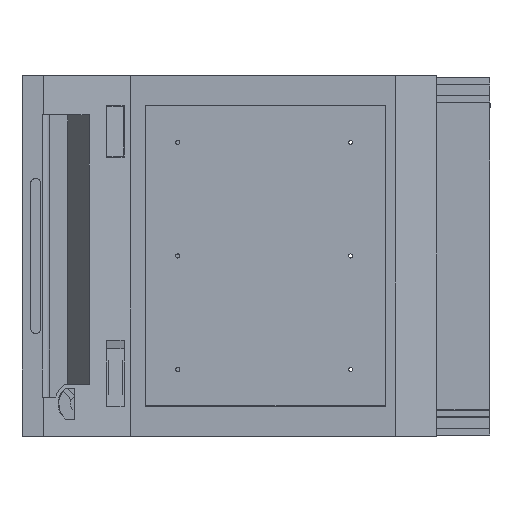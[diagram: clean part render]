
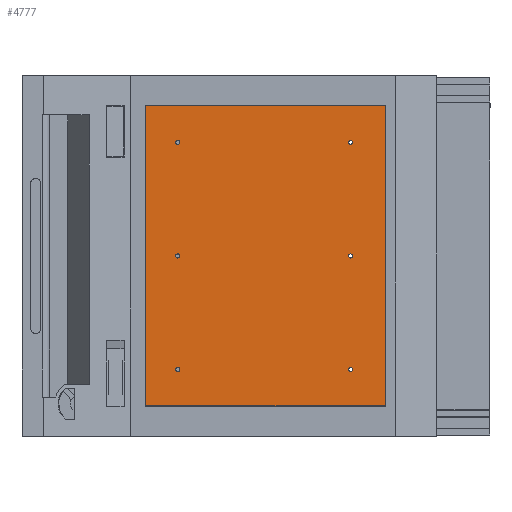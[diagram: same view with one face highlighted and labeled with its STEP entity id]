
A CAD part, top view. The second image highlights one B-rep face of the part: STEP entity #4777.
In plain terms, the highlighted planar face has unit normal (0, 0, 1).
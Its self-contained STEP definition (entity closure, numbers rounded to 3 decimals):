
#4649=AXIS2_PLACEMENT_3D('Plane Axis2P3D',#4646,#4647,#4648) ;
#4671=AXIS2_PLACEMENT_3D('Circle Axis2P3D',#4669,#4670,$) ;
#4680=AXIS2_PLACEMENT_3D('Circle Axis2P3D',#4678,#4679,$) ;
#4689=AXIS2_PLACEMENT_3D('Circle Axis2P3D',#4687,#4688,$) ;
#4698=AXIS2_PLACEMENT_3D('Circle Axis2P3D',#4696,#4697,$) ;
#4707=AXIS2_PLACEMENT_3D('Circle Axis2P3D',#4705,#4706,$) ;
#4716=AXIS2_PLACEMENT_3D('Circle Axis2P3D',#4714,#4715,$) ;
#4725=AXIS2_PLACEMENT_3D('Circle Axis2P3D',#4723,#4724,$) ;
#4734=AXIS2_PLACEMENT_3D('Circle Axis2P3D',#4732,#4733,$) ;
#4743=AXIS2_PLACEMENT_3D('Circle Axis2P3D',#4741,#4742,$) ;
#4752=AXIS2_PLACEMENT_3D('Circle Axis2P3D',#4750,#4751,$) ;
#4761=AXIS2_PLACEMENT_3D('Circle Axis2P3D',#4759,#4760,$) ;
#4770=AXIS2_PLACEMENT_3D('Circle Axis2P3D',#4768,#4769,$) ;
#4586=CARTESIAN_POINT('Vertex',(-60.8,87.2,124.)) ;
#4600=CARTESIAN_POINT('Vertex',(-200.2,87.2,124.)) ;
#4603=CARTESIAN_POINT('Line Origine',(-130.5,87.2,124.)) ;
#4626=CARTESIAN_POINT('Vertex',(-200.2,-87.2,124.)) ;
#4629=CARTESIAN_POINT('Line Origine',(-200.2,0.,124.)) ;
#4646=CARTESIAN_POINT('Axis2P3D Location',(-81.,-66.,124.)) ;
#4651=CARTESIAN_POINT('Line Origine',(-130.5,-87.2,124.)) ;
#4655=CARTESIAN_POINT('Vertex',(-60.8,-87.2,124.)) ;
#4658=CARTESIAN_POINT('Line Origine',(-60.8,0.,124.)) ;
#4669=CARTESIAN_POINT('Axis2P3D Location',(-81.,66.,124.)) ;
#4673=CARTESIAN_POINT('Vertex',(-81.,64.8,124.)) ;
#4675=CARTESIAN_POINT('Vertex',(-81.,67.2,124.)) ;
#4678=CARTESIAN_POINT('Axis2P3D Location',(-81.,66.,124.)) ;
#4687=CARTESIAN_POINT('Axis2P3D Location',(-181.5,66.,124.)) ;
#4691=CARTESIAN_POINT('Vertex',(-181.5,64.8,124.)) ;
#4693=CARTESIAN_POINT('Vertex',(-181.5,67.2,124.)) ;
#4696=CARTESIAN_POINT('Axis2P3D Location',(-181.5,66.,124.)) ;
#4705=CARTESIAN_POINT('Axis2P3D Location',(-81.,0.,124.)) ;
#4709=CARTESIAN_POINT('Vertex',(-81.,-1.2,124.)) ;
#4711=CARTESIAN_POINT('Vertex',(-81.,1.2,124.)) ;
#4714=CARTESIAN_POINT('Axis2P3D Location',(-81.,0.,124.)) ;
#4723=CARTESIAN_POINT('Axis2P3D Location',(-181.5,0.,124.)) ;
#4727=CARTESIAN_POINT('Vertex',(-181.5,-1.2,124.)) ;
#4729=CARTESIAN_POINT('Vertex',(-181.5,1.2,124.)) ;
#4732=CARTESIAN_POINT('Axis2P3D Location',(-181.5,0.,124.)) ;
#4741=CARTESIAN_POINT('Axis2P3D Location',(-81.,-66.,124.)) ;
#4745=CARTESIAN_POINT('Vertex',(-81.,-67.2,124.)) ;
#4747=CARTESIAN_POINT('Vertex',(-81.,-64.8,124.)) ;
#4750=CARTESIAN_POINT('Axis2P3D Location',(-81.,-66.,124.)) ;
#4759=CARTESIAN_POINT('Axis2P3D Location',(-181.5,-66.,124.)) ;
#4763=CARTESIAN_POINT('Vertex',(-181.5,-67.2,124.)) ;
#4765=CARTESIAN_POINT('Vertex',(-181.5,-64.8,124.)) ;
#4768=CARTESIAN_POINT('Axis2P3D Location',(-181.5,-66.,124.)) ;
#4604=DIRECTION('Vector Direction',(-1.,0.,0.)) ;
#4630=DIRECTION('Vector Direction',(0.,1.,0.)) ;
#4647=DIRECTION('Axis2P3D Direction',(-0.,0.,1.)) ;
#4648=DIRECTION('Axis2P3D XDirection',(0.,-1.,0.)) ;
#4652=DIRECTION('Vector Direction',(-1.,0.,0.)) ;
#4659=DIRECTION('Vector Direction',(0.,1.,0.)) ;
#4670=DIRECTION('Axis2P3D Direction',(-0.,0.,1.)) ;
#4679=DIRECTION('Axis2P3D Direction',(-0.,0.,1.)) ;
#4688=DIRECTION('Axis2P3D Direction',(-0.,0.,1.)) ;
#4697=DIRECTION('Axis2P3D Direction',(-0.,0.,1.)) ;
#4706=DIRECTION('Axis2P3D Direction',(-0.,0.,1.)) ;
#4715=DIRECTION('Axis2P3D Direction',(-0.,0.,1.)) ;
#4724=DIRECTION('Axis2P3D Direction',(-0.,0.,1.)) ;
#4733=DIRECTION('Axis2P3D Direction',(-0.,0.,1.)) ;
#4742=DIRECTION('Axis2P3D Direction',(-0.,0.,1.)) ;
#4751=DIRECTION('Axis2P3D Direction',(-0.,0.,1.)) ;
#4760=DIRECTION('Axis2P3D Direction',(-0.,0.,1.)) ;
#4769=DIRECTION('Axis2P3D Direction',(-0.,0.,1.)) ;
#4605=VECTOR('Line Direction',#4604,1.) ;
#4631=VECTOR('Line Direction',#4630,1.) ;
#4653=VECTOR('Line Direction',#4652,1.) ;
#4660=VECTOR('Line Direction',#4659,1.) ;
#4664=ORIENTED_EDGE('',*,*,#4657,.F.) ;
#4665=ORIENTED_EDGE('',*,*,#4662,.T.) ;
#4666=ORIENTED_EDGE('',*,*,#4607,.T.) ;
#4667=ORIENTED_EDGE('',*,*,#4633,.F.) ;
#4684=ORIENTED_EDGE('',*,*,#4677,.F.) ;
#4685=ORIENTED_EDGE('',*,*,#4682,.F.) ;
#4702=ORIENTED_EDGE('',*,*,#4695,.F.) ;
#4703=ORIENTED_EDGE('',*,*,#4700,.F.) ;
#4720=ORIENTED_EDGE('',*,*,#4713,.F.) ;
#4721=ORIENTED_EDGE('',*,*,#4718,.F.) ;
#4738=ORIENTED_EDGE('',*,*,#4731,.F.) ;
#4739=ORIENTED_EDGE('',*,*,#4736,.F.) ;
#4756=ORIENTED_EDGE('',*,*,#4749,.F.) ;
#4757=ORIENTED_EDGE('',*,*,#4754,.F.) ;
#4774=ORIENTED_EDGE('',*,*,#4767,.F.) ;
#4775=ORIENTED_EDGE('',*,*,#4772,.F.) ;
#4686=FACE_BOUND('',#4683,.T.) ;
#4704=FACE_BOUND('',#4701,.T.) ;
#4722=FACE_BOUND('',#4719,.T.) ;
#4740=FACE_BOUND('',#4737,.T.) ;
#4758=FACE_BOUND('',#4755,.T.) ;
#4776=FACE_BOUND('',#4773,.T.) ;
#4777=ADVANCED_FACE('',(#4668,#4686,#4704,#4722,#4740,#4758,#4776),#4650,.T.) ;
#4672=CIRCLE('generated circle',#4671,1.2) ;
#4681=CIRCLE('generated circle',#4680,1.2) ;
#4690=CIRCLE('generated circle',#4689,1.2) ;
#4699=CIRCLE('generated circle',#4698,1.2) ;
#4708=CIRCLE('generated circle',#4707,1.2) ;
#4717=CIRCLE('generated circle',#4716,1.2) ;
#4726=CIRCLE('generated circle',#4725,1.2) ;
#4735=CIRCLE('generated circle',#4734,1.2) ;
#4744=CIRCLE('generated circle',#4743,1.2) ;
#4753=CIRCLE('generated circle',#4752,1.2) ;
#4762=CIRCLE('generated circle',#4761,1.2) ;
#4771=CIRCLE('generated circle',#4770,1.2) ;
#4607=EDGE_CURVE('',#4587,#4601,#4606,.T.) ;
#4633=EDGE_CURVE('',#4627,#4601,#4632,.T.) ;
#4657=EDGE_CURVE('',#4656,#4627,#4654,.T.) ;
#4662=EDGE_CURVE('',#4656,#4587,#4661,.T.) ;
#4677=EDGE_CURVE('',#4674,#4676,#4672,.T.) ;
#4682=EDGE_CURVE('',#4676,#4674,#4681,.T.) ;
#4695=EDGE_CURVE('',#4692,#4694,#4690,.T.) ;
#4700=EDGE_CURVE('',#4694,#4692,#4699,.T.) ;
#4713=EDGE_CURVE('',#4710,#4712,#4708,.T.) ;
#4718=EDGE_CURVE('',#4712,#4710,#4717,.T.) ;
#4731=EDGE_CURVE('',#4728,#4730,#4726,.T.) ;
#4736=EDGE_CURVE('',#4730,#4728,#4735,.T.) ;
#4749=EDGE_CURVE('',#4746,#4748,#4744,.T.) ;
#4754=EDGE_CURVE('',#4748,#4746,#4753,.T.) ;
#4767=EDGE_CURVE('',#4764,#4766,#4762,.T.) ;
#4772=EDGE_CURVE('',#4766,#4764,#4771,.T.) ;
#4663=EDGE_LOOP('',(#4664,#4665,#4666,#4667)) ;
#4683=EDGE_LOOP('',(#4684,#4685)) ;
#4701=EDGE_LOOP('',(#4702,#4703)) ;
#4719=EDGE_LOOP('',(#4720,#4721)) ;
#4737=EDGE_LOOP('',(#4738,#4739)) ;
#4755=EDGE_LOOP('',(#4756,#4757)) ;
#4773=EDGE_LOOP('',(#4774,#4775)) ;
#4668=FACE_OUTER_BOUND('',#4663,.T.) ;
#4606=LINE('Line',#4603,#4605) ;
#4632=LINE('Line',#4629,#4631) ;
#4654=LINE('Line',#4651,#4653) ;
#4661=LINE('Line',#4658,#4660) ;
#4650=PLANE('Plane',#4649) ;
#4587=VERTEX_POINT('',#4586) ;
#4601=VERTEX_POINT('',#4600) ;
#4627=VERTEX_POINT('',#4626) ;
#4656=VERTEX_POINT('',#4655) ;
#4674=VERTEX_POINT('',#4673) ;
#4676=VERTEX_POINT('',#4675) ;
#4692=VERTEX_POINT('',#4691) ;
#4694=VERTEX_POINT('',#4693) ;
#4710=VERTEX_POINT('',#4709) ;
#4712=VERTEX_POINT('',#4711) ;
#4728=VERTEX_POINT('',#4727) ;
#4730=VERTEX_POINT('',#4729) ;
#4746=VERTEX_POINT('',#4745) ;
#4748=VERTEX_POINT('',#4747) ;
#4764=VERTEX_POINT('',#4763) ;
#4766=VERTEX_POINT('',#4765) ;
